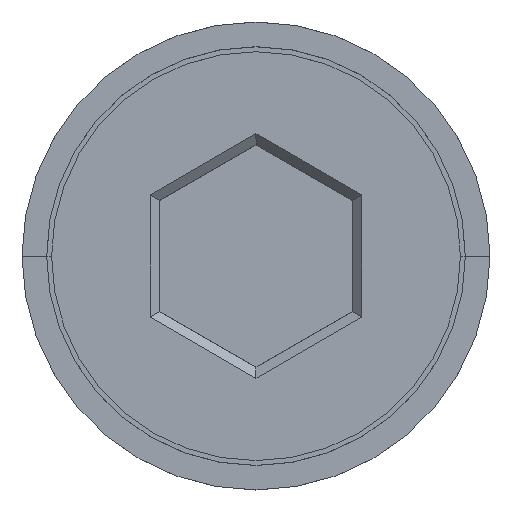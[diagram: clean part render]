
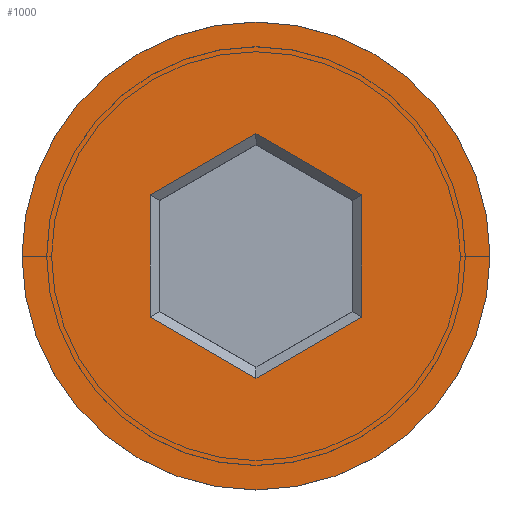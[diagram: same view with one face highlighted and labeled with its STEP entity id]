
A CAD part, top view. The second image highlights one B-rep face of the part: STEP entity #1000.
In plain terms, the highlighted planar face has unit normal (0, 0, 1).
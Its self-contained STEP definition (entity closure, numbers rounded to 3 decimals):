
#1 = VERTEX_POINT ( 'NONE', #170 ) ;
#15 = CARTESIAN_POINT ( 'NONE',  ( 2.05, 1.299, 0. ) ) ;
#26 = VERTEX_POINT ( 'NONE', #1031 ) ;
#27 = CARTESIAN_POINT ( 'NONE',  ( 0., -2.483, 0. ) ) ;
#29 = VERTEX_POINT ( 'NONE', #207 ) ;
#33 = EDGE_LOOP ( 'NONE', ( #231, #1496, #769, #1352, #1444, #1597 ) ) ;
#86 = PLANE ( 'NONE',  #986 ) ;
#166 = CARTESIAN_POINT ( 'NONE',  ( 0.1, -2.425, 0. ) ) ;
#169 = VECTOR ( 'NONE', #690, 1000. ) ;
#170 = CARTESIAN_POINT ( 'NONE',  ( -4.75, 0., 0. ) ) ;
#179 = DIRECTION ( 'NONE',  ( -0.866, 0.5, 0. ) ) ;
#198 = DIRECTION ( 'NONE',  ( 0.866, 0.5, 0. ) ) ;
#207 = CARTESIAN_POINT ( 'NONE',  ( -2.15, -1.241, 0. ) ) ;
#231 = ORIENTED_EDGE ( 'NONE', *, *, #826, .T. ) ;
#251 = CIRCLE ( 'NONE', #1017, 4.75 ) ;
#264 = VERTEX_POINT ( 'NONE', #870 ) ;
#342 = CARTESIAN_POINT ( 'NONE',  ( 0., 0., 0. ) ) ;
#355 = LINE ( 'NONE', #861, #1264 ) ;
#374 = VECTOR ( 'NONE', #179, 1000. ) ;
#434 = EDGE_CURVE ( 'NONE', #29, #264, #355, .T. ) ;
#463 = VERTEX_POINT ( 'NONE', #1348 ) ;
#556 = CARTESIAN_POINT ( 'NONE',  ( -0.1, 2.425, 0. ) ) ;
#560 = CARTESIAN_POINT ( 'NONE',  ( 0., 0., 0. ) ) ;
#561 = VERTEX_POINT ( 'NONE', #27 ) ;
#563 = EDGE_CURVE ( 'NONE', #463, #561, #636, .T. ) ;
#573 = CARTESIAN_POINT ( 'NONE',  ( 4.75, 0., 0. ) ) ;
#599 = DIRECTION ( 'NONE',  ( 0., 0., 1. ) ) ;
#604 = VECTOR ( 'NONE', #198, 1000. ) ;
#610 = FACE_OUTER_BOUND ( 'NONE', #758, .T. ) ;
#636 = LINE ( 'NONE', #166, #1181 ) ;
#652 = DIRECTION ( 'NONE',  ( 0., 0., 1. ) ) ;
#690 = DIRECTION ( 'NONE',  ( 0., -1., 0. ) ) ;
#708 = DIRECTION ( 'NONE',  ( 1., 0., 0. ) ) ;
#724 = EDGE_CURVE ( 'NONE', #264, #26, #1277, .T. ) ;
#725 = FACE_BOUND ( 'NONE', #33, .T. ) ;
#757 = DIRECTION ( 'NONE',  ( 0.866, -0.5, 0. ) ) ;
#758 = EDGE_LOOP ( 'NONE', ( #1579, #1556 ) ) ;
#767 = CARTESIAN_POINT ( 'NONE',  ( 2.15, 1.241, 0. ) ) ;
#769 = ORIENTED_EDGE ( 'NONE', *, *, #724, .T. ) ;
#826 = EDGE_CURVE ( 'NONE', #561, #29, #1054, .T. ) ;
#861 = CARTESIAN_POINT ( 'NONE',  ( -2.15, 1.126, 0. ) ) ;
#870 = CARTESIAN_POINT ( 'NONE',  ( -2.15, 1.241, 0. ) ) ;
#875 = DIRECTION ( 'NONE',  ( -0.866, -0.5, 0. ) ) ;
#914 = VECTOR ( 'NONE', #757, 1000. ) ;
#916 = LINE ( 'NONE', #1388, #169 ) ;
#932 = CIRCLE ( 'NONE', #1060, 4.75 ) ;
#947 = EDGE_CURVE ( 'NONE', #1, #1290, #932, .T. ) ;
#986 = AXIS2_PLACEMENT_3D ( 'NONE', #1497, #652, #1124 ) ;
#1000 = ADVANCED_FACE ( 'NONE', ( #725, #610 ), #86, .T. ) ;
#1017 = AXIS2_PLACEMENT_3D ( 'NONE', #560, #1045, #1542 ) ;
#1031 = CARTESIAN_POINT ( 'NONE',  ( 0., 2.483, 0. ) ) ;
#1045 = DIRECTION ( 'NONE',  ( 0., 0., 1. ) ) ;
#1054 = LINE ( 'NONE', #1426, #374 ) ;
#1060 = AXIS2_PLACEMENT_3D ( 'NONE', #342, #599, #708 ) ;
#1093 = VERTEX_POINT ( 'NONE', #767 ) ;
#1096 = DIRECTION ( 'NONE',  ( 0., 1., 0. ) ) ;
#1113 = LINE ( 'NONE', #15, #914 ) ;
#1124 = DIRECTION ( 'NONE',  ( 1., 0., 0. ) ) ;
#1181 = VECTOR ( 'NONE', #875, 1000. ) ;
#1264 = VECTOR ( 'NONE', #1096, 1000. ) ;
#1277 = LINE ( 'NONE', #556, #604 ) ;
#1281 = EDGE_CURVE ( 'NONE', #1093, #463, #916, .T. ) ;
#1290 = VERTEX_POINT ( 'NONE', #573 ) ;
#1305 = EDGE_CURVE ( 'NONE', #1290, #1, #251, .T. ) ;
#1348 = CARTESIAN_POINT ( 'NONE',  ( 2.15, -1.241, 0. ) ) ;
#1352 = ORIENTED_EDGE ( 'NONE', *, *, #1538, .T. ) ;
#1388 = CARTESIAN_POINT ( 'NONE',  ( 2.15, -1.126, 0. ) ) ;
#1426 = CARTESIAN_POINT ( 'NONE',  ( -2.05, -1.299, 0. ) ) ;
#1444 = ORIENTED_EDGE ( 'NONE', *, *, #1281, .T. ) ;
#1496 = ORIENTED_EDGE ( 'NONE', *, *, #434, .T. ) ;
#1497 = CARTESIAN_POINT ( 'NONE',  ( 0., 0., 0. ) ) ;
#1538 = EDGE_CURVE ( 'NONE', #26, #1093, #1113, .T. ) ;
#1542 = DIRECTION ( 'NONE',  ( 1., 0., 0. ) ) ;
#1556 = ORIENTED_EDGE ( 'NONE', *, *, #947, .T. ) ;
#1579 = ORIENTED_EDGE ( 'NONE', *, *, #1305, .T. ) ;
#1597 = ORIENTED_EDGE ( 'NONE', *, *, #563, .T. ) ;
